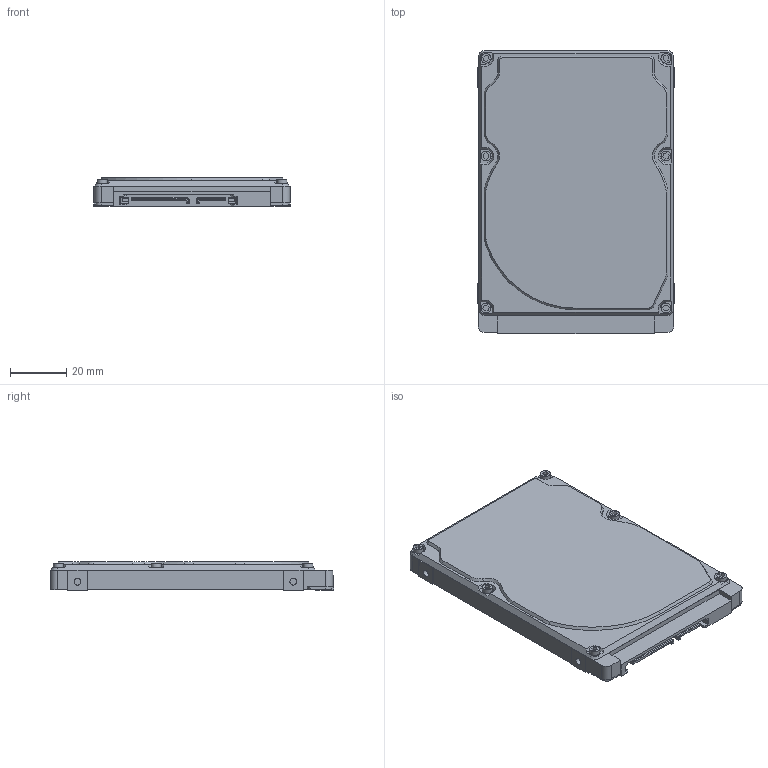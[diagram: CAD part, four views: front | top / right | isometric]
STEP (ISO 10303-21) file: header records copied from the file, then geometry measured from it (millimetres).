
FILE_DESCRIPTION( ( 'Unknown' ), '1' );
FILE_NAME( 'HDD_SATA25.stp', 'Unknown', ( 'PiotrK' ), ( 'Unknown' ), 'PSStep 15.0.49', 'Solid Edge', ' ' );
FILE_SCHEMA( ( 'AUTOMOTIVE_DESIGN { 1 0 10303 214 1 1 1 1 }' ) );
Length unit declared in the file: millimetre
Products named in the file (1): 1
Bounding box: 69.85 x 100.5 x 10 mm (x, y, z)
Volume: 63749.8 mm3; surface area: 18318.3 mm2
Topology: 1 solids, 1 shells, 577 faces, 1533 edges, 976 vertices
Faces by surface type: plane 485, cylinder 62, cone 30
Full cylindrical faces by diameter (mm): 2.459 x16, 3.5 x6, 20 x1, 22 x1
Entity records: 22017 total; most frequent: CARTESIAN_POINT 3055, ORIENTED_EDGE 3010, DIRECTION 2843, EDGE_CURVE 1505, LINE 1323, VECTOR 1323, VERTEX_POINT 972, AXIS2_PLACEMENT_3D 760
